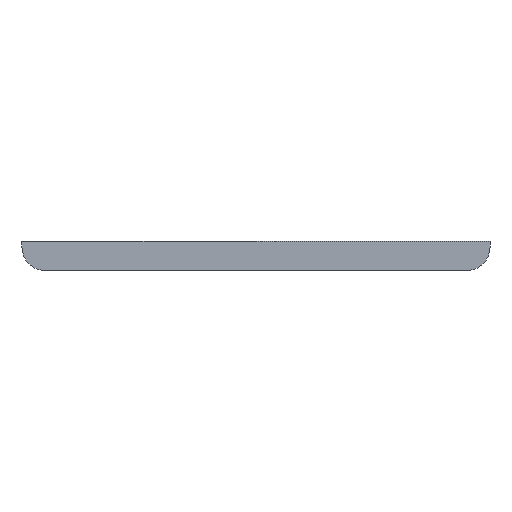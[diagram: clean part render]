
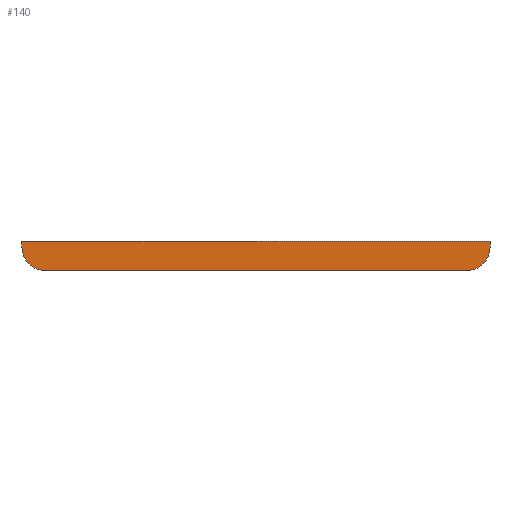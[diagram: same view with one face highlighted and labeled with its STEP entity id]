
A CAD part, front view. The second image highlights one B-rep face of the part: STEP entity #140.
In plain terms, the highlighted planar face has unit normal (0, -1, 0).
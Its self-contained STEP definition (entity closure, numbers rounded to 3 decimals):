
#17=PLANE('',#152);
#24=FACE_OUTER_BOUND('',#32,.T.);
#32=EDGE_LOOP('',(#108,#109,#110,#111,#112,#113));
#40=LINE('',#212,#54);
#43=LINE('',#218,#57);
#44=LINE('',#220,#58);
#45=LINE('',#222,#59);
#54=VECTOR('',#172,1.);
#57=VECTOR('',#177,1.);
#58=VECTOR('',#178,1.);
#59=VECTOR('',#179,1.);
#66=CIRCLE('',#149,0.8);
#68=CIRCLE('',#153,0.8);
#70=VERTEX_POINT('',#202);
#71=VERTEX_POINT('',#203);
#74=VERTEX_POINT('',#211);
#76=VERTEX_POINT('',#217);
#77=VERTEX_POINT('',#219);
#78=VERTEX_POINT('',#221);
#82=EDGE_CURVE('',#70,#71,#66,.T.);
#86=EDGE_CURVE('',#71,#74,#40,.T.);
#89=EDGE_CURVE('',#76,#70,#43,.T.);
#90=EDGE_CURVE('',#77,#76,#44,.T.);
#91=EDGE_CURVE('',#77,#78,#45,.T.);
#92=EDGE_CURVE('',#74,#78,#68,.T.);
#108=ORIENTED_EDGE('',*,*,#82,.F.);
#109=ORIENTED_EDGE('',*,*,#89,.F.);
#110=ORIENTED_EDGE('',*,*,#90,.F.);
#111=ORIENTED_EDGE('',*,*,#91,.T.);
#112=ORIENTED_EDGE('',*,*,#92,.F.);
#113=ORIENTED_EDGE('',*,*,#86,.F.);
#140=ADVANCED_FACE('',(#24),#17,.F.);
#149=AXIS2_PLACEMENT_3D('',#204,#164,#165);
#152=AXIS2_PLACEMENT_3D('',#216,#175,#176);
#153=AXIS2_PLACEMENT_3D('',#223,#180,#181);
#164=DIRECTION('center_axis',(0.,1.,0.));
#165=DIRECTION('ref_axis',(0.707,0.,-0.707));
#172=DIRECTION('',(-1.,0.,0.));
#175=DIRECTION('center_axis',(0.,1.,0.));
#176=DIRECTION('ref_axis',(0.,0.,1.));
#177=DIRECTION('',(0.,0.,-1.));
#178=DIRECTION('',(1.,0.,0.));
#179=DIRECTION('',(0.,0.,-1.));
#180=DIRECTION('center_axis',(0.,1.,0.));
#181=DIRECTION('ref_axis',(-0.707,0.,-0.707));
#202=CARTESIAN_POINT('',(16.,0.,0.8));
#203=CARTESIAN_POINT('',(15.2,0.,0.));
#204=CARTESIAN_POINT('Origin',(15.2,0.,0.8));
#211=CARTESIAN_POINT('',(0.8,0.,0.));
#212=CARTESIAN_POINT('',(8.,0.,0.));
#216=CARTESIAN_POINT('Origin',(8.,0.,0.5));
#217=CARTESIAN_POINT('',(16.,0.,1.));
#218=CARTESIAN_POINT('',(16.,0.,0.5));
#219=CARTESIAN_POINT('',(0.,0.,1.));
#220=CARTESIAN_POINT('',(8.,0.,1.));
#221=CARTESIAN_POINT('',(0.,0.,0.8));
#222=CARTESIAN_POINT('',(0.,0.,0.5));
#223=CARTESIAN_POINT('Origin',(0.8,0.,0.8));
